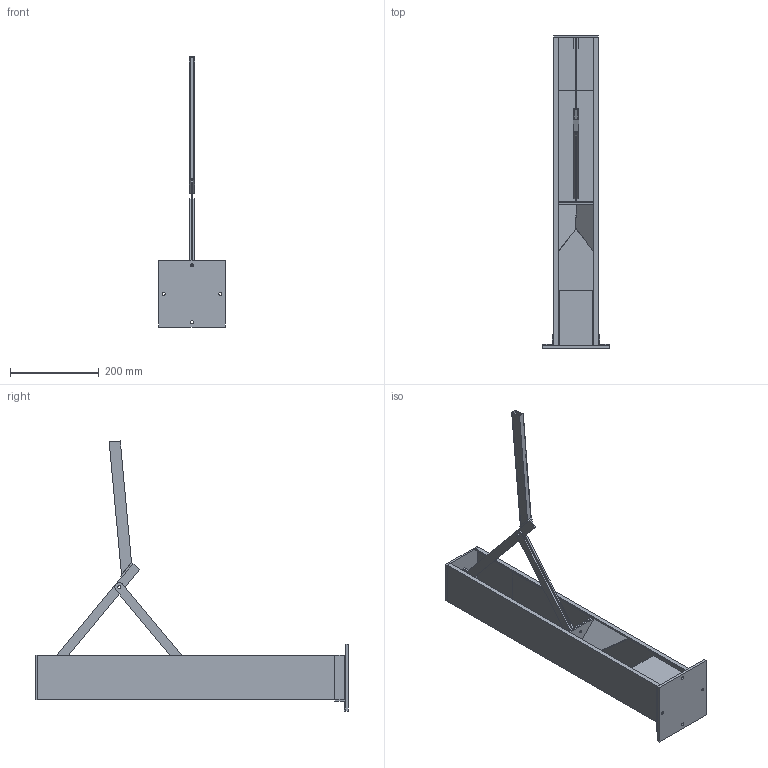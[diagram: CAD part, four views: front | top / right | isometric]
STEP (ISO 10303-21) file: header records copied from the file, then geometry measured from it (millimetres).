
FILE_DESCRIPTION(/* description */ ('STEP AP242','CAx-IF Rec.Pracs.---Representation and Presentation of Product Manufacturing Information (PMI)---4.0---2014-10-13','CAx-IF Rec.Pracs.---3D Tessellated Geometry---0.4---2014-09-14','2;1'),/* implementation_level */ '2;1');
FILE_NAME(/* name */ '65b4f603275b086e44b0455d',/* time_stamp */ '2024-01-27T12:24:36Z',/* author */ (''),/* organization */ (''),/* preprocessor_version */ 'ST-DEVELOPER v19.4',/* originating_system */ ' ',/* authorisation */ ' ');
FILE_SCHEMA (('AP242_MANAGED_MODEL_BASED_3D_ENGINEERING_MIM_LF { 1 0 10303 442 1 1 4 }'));
Length unit declared in the file: metre
Products named in the file (18): Assembly 1; Assembly 1 <3>; Part 1; Part 2; Assembly 1 <2>; Assembly 1 <1>
Assembly tree (20 placements, depth 4):
  Assembly 1
    Assembly 1 <3>
      Part 1
      Part 2
      Part 2  x2
      Part 1
    Assembly 1 <2>
      Part 1
      Assembly 1 <1>
        Part 1
        Part 1
        Part 1
      Part 1
    Assembly 1 <1>
      Part 1
      Part 1
      Part 1  x3
      Part 1
Bounding box: 150 x 704 x 607.79 mm (x, y, z)
Volume: 1717911.1 mm3; surface area: 936544.8 mm2
Topology: 16 solids, 16 shells, 218 faces, 534 edges, 357 vertices
Faces by surface type: plane 187, cylinder 31
Full cylindrical faces by diameter (mm): 7 x24, 31 x1, 35 x1
Entity records: 6009 total; most frequent: CARTESIAN_POINT 972, DIRECTION 937, ORIENTED_EDGE 894, EDGE_CURVE 447, LINE 383, VECTOR 383, VERTEX_POINT 312, AXIS2_PLACEMENT_3D 277
